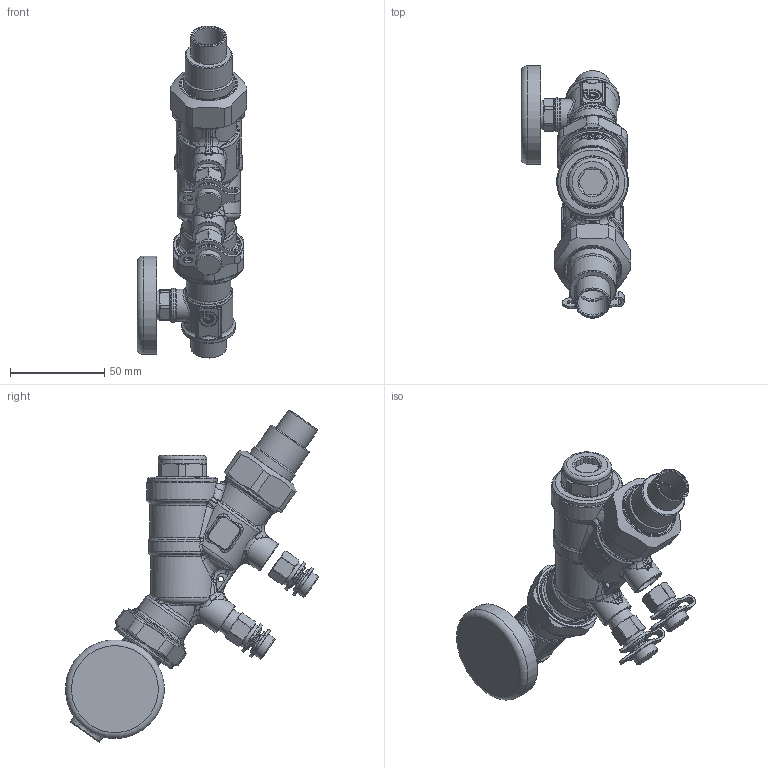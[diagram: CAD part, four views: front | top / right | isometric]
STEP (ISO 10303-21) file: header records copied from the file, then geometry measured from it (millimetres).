
FILE_DESCRIPTION(/* description */ (''),/* implementation_level */ '2;1');
FILE_NAME(/* name */ '128448AFC.stp',/* time_stamp */ '2025-07-21T08:32:48-05:00',/* author */ ('ischreiner'),/* organization */ (''),/* preprocessor_version */ 'ST-DEVELOPER v20',/* originating_system */ 'Autodesk Inventor 2025',/* authorisation */ '');
FILE_SCHEMA (('AUTOMOTIVE_DESIGN { 1 0 10303 214 3 1 1 }'));
Products named in the file (5): 128448AFC; F0001774 - TST; F0015056 TP 0.5 SWT for check; F61008 - 1 inch union nut; NA10328_Simplify_1
Assembly tree (4 placements, depth 2):
  128448AFC
    F0001774 - TST
    F0015056 TP 0.5 SWT for check
    F61008 - 1 inch union nut
    NA10328_Simplify_1
Bounding box: 58.22 x 133.87 x 175.91 mm (x, y, z)
Volume: 212557.6 mm3; surface area: 54336.7 mm2
Topology: 9 solids, 10 shells, 1595 faces, 3791 edges, 2186 vertices
Faces by surface type: bspline 837, cylinder 319, plane 200, cone 118, torus 79, sphere 42
Full cylindrical faces by diameter (mm): 3 x1, 8 x2, 9.017 x1, 11.176 x1, 11.227 x1, 11.5 x2, 12 x4, 12.2 x2, 12.954 x1, 13.5 x6, 13.6 x1, 13.9 x2, 15 x1, 15.24 x1, 15.875 x1, 16 x2, 17 x1, 17.5 x2, 18 x2, 19 x2, 20.1 x2, 20.6 x2, 22 x1, 23.5 x1, 24 x2, 25 x1, 25.8 x1, 26.5 x1, 26.924 x1, 27.7 x1
Entity records: 191647 total; most frequent: CARTESIAN_POINT 158460, ORIENTED_EDGE 7438, DIRECTION 5089, EDGE_CURVE 3719, AXIS2_PLACEMENT_3D 2205, VERTEX_POINT 2186, EDGE_LOOP 1659, FACE_OUTER_BOUND 1595
